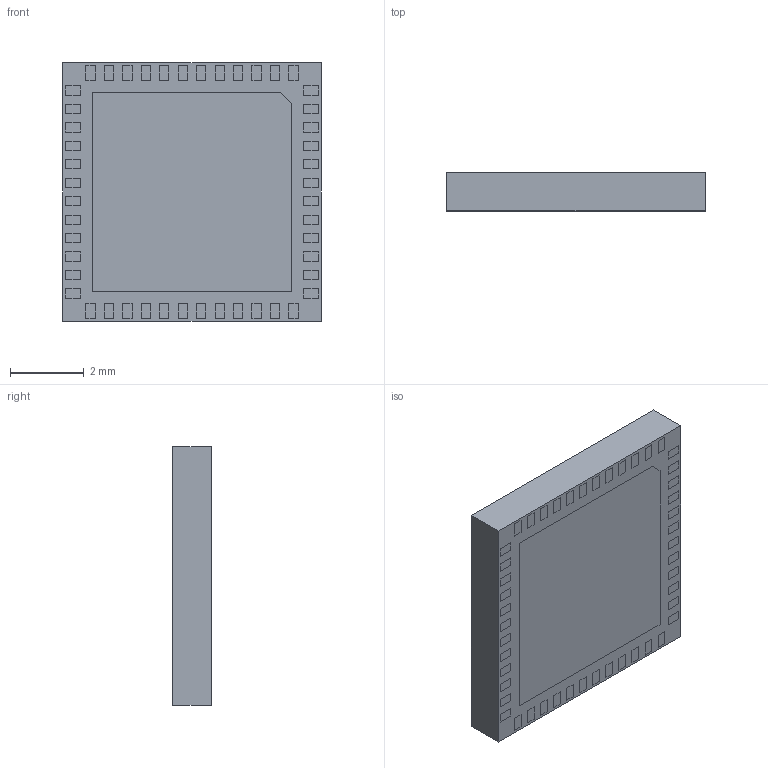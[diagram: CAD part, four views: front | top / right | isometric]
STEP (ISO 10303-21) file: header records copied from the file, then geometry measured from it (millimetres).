
FILE_DESCRIPTION (( 'STEP AP214' ), '1' );
FILE_NAME ('ESP32-PICO-D4.STEP', '2021-05-24T10:06:16', ( '' ), ( '' ), 'SwSTEP 2.0', 'SolidWorks 2020', '' );
FILE_SCHEMA (( 'AUTOMOTIVE_DESIGN' ));
Length unit declared in the file: millimetre
Products named in the file (1): ESP32-PICO-D4
Bounding box: 7 x 1.04 x 7 mm (x, y, z)
Volume: 51 mm3; surface area: 211.8 mm2
Topology: 50 solids, 50 shells, 957 faces, 2277 edges, 1518 vertices
Faces by surface type: plane 607, bspline 350
Entity records: 30211 total; most frequent: CARTESIAN_POINT 9303, ORIENTED_EDGE 4554, DIRECTION 2793, EDGE_CURVE 2277, VECTOR 1577, LINE 1577, VERTEX_POINT 1518, EDGE_LOOP 1055
